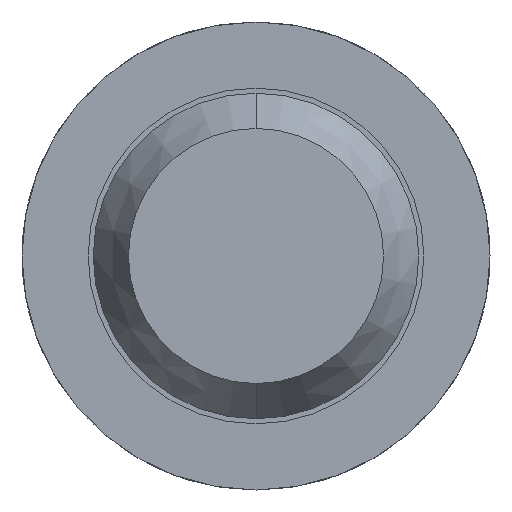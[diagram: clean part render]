
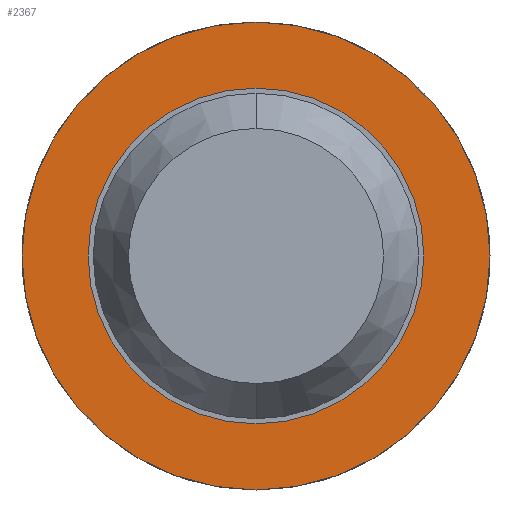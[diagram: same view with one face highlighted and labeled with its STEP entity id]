
A CAD part, front view. The second image highlights one B-rep face of the part: STEP entity #2367.
In plain terms, the highlighted planar face has unit normal (0, -1, 0).
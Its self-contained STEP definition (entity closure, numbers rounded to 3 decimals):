
#97 = CIRCLE ( 'NONE', #4713, 1.15 ) ;
#445 = CIRCLE ( 'NONE', #1520, 1.15 ) ;
#589 = EDGE_CURVE ( 'Defeature ausgef�hrt1_14+Defeature ausgef�hrt1_13+Defeature ausgef�hrt1_13+Defeature ausgef�hrt1_13', #3314, #4552, #2807, .T. ) ;
#756 = EDGE_CURVE ( 'Defeature ausgef�hrt1_7+Defeature ausgef�hrt1_14+Defeature ausgef�hrt1_14+Defeature ausgef�hrt1_14', #2109, #1923, #445, .T. ) ;
#761 = PLANE ( 'NONE',  #3129 ) ;
#902 = CARTESIAN_POINT ( 'NONE',  ( 0., -1.7, -1.15 ) ) ;
#913 = AXIS2_PLACEMENT_3D ( 'NONE', #2094, #1388, #1018 ) ;
#1018 = DIRECTION ( 'NONE',  ( 0., 0., 1. ) ) ;
#1061 = DIRECTION ( 'NONE',  ( 0., 0., 1. ) ) ;
#1388 = DIRECTION ( 'NONE',  ( 0., 1., 0. ) ) ;
#1520 = AXIS2_PLACEMENT_3D ( 'NONE', #3935, #3241, #4365 ) ;
#1822 = DIRECTION ( 'NONE',  ( 0., 0., 1. ) ) ;
#1904 = DIRECTION ( 'NONE',  ( 0., 1., 0. ) ) ;
#1923 = VERTEX_POINT ( 'NONE', #3819 ) ;
#2094 = CARTESIAN_POINT ( 'NONE',  ( 0., -1.7, 0. ) ) ;
#2109 = VERTEX_POINT ( 'NONE', #902 ) ;
#2255 = ORIENTED_EDGE ( 'NONE', *, *, #756, .F. ) ;
#2262 = ORIENTED_EDGE ( 'NONE', *, *, #2955, .F. ) ;
#2367 = ADVANCED_FACE ( 'Defeature ausgef�hrt1_14', ( #4795, #2911 ), #761, .F. ) ;
#2471 = ORIENTED_EDGE ( 'NONE', *, *, #589, .T. ) ;
#2494 = EDGE_LOOP ( 'NONE', ( #2262, #2255 ) ) ;
#2679 = EDGE_CURVE ( 'Defeature ausgef�hrt1_14+Defeature ausgef�hrt1_13+Defeature ausgef�hrt1_13+Defeature ausgef�hrt1_13', #4552, #3314, #2691, .T. ) ;
#2691 = CIRCLE ( 'NONE', #913, 0.825 ) ;
#2807 = CIRCLE ( 'NONE', #3033, 0.825 ) ;
#2881 = CARTESIAN_POINT ( 'NONE',  ( 0., -1.7, 0. ) ) ;
#2890 = CARTESIAN_POINT ( 'NONE',  ( 0., -1.7, 0. ) ) ;
#2911 = FACE_BOUND ( 'NONE', #4097, .T. ) ;
#2955 = EDGE_CURVE ( 'Defeature ausgef�hrt1_7+Defeature ausgef�hrt1_14+Defeature ausgef�hrt1_14+Defeature ausgef�hrt1_14', #1923, #2109, #97, .T. ) ;
#3033 = AXIS2_PLACEMENT_3D ( 'NONE', #2890, #4041, #1061 ) ;
#3129 = AXIS2_PLACEMENT_3D ( 'NONE', #3697, #1904, #3730 ) ;
#3188 = ORIENTED_EDGE ( 'NONE', *, *, #2679, .T. ) ;
#3241 = DIRECTION ( 'NONE',  ( 0., 1., 0. ) ) ;
#3314 = VERTEX_POINT ( 'NONE', #4352 ) ;
#3697 = CARTESIAN_POINT ( 'NONE',  ( 0.825, -1.7, 0. ) ) ;
#3730 = DIRECTION ( 'NONE',  ( 0., 0., 1. ) ) ;
#3819 = CARTESIAN_POINT ( 'NONE',  ( 0., -1.7, 1.15 ) ) ;
#3822 = CARTESIAN_POINT ( 'NONE',  ( 0., -1.7, -0.825 ) ) ;
#3935 = CARTESIAN_POINT ( 'NONE',  ( 0., -1.7, 0. ) ) ;
#4041 = DIRECTION ( 'NONE',  ( 0., 1., 0. ) ) ;
#4097 = EDGE_LOOP ( 'NONE', ( #2471, #3188 ) ) ;
#4352 = CARTESIAN_POINT ( 'NONE',  ( 0., -1.7, 0.825 ) ) ;
#4365 = DIRECTION ( 'NONE',  ( 0., 0., 1. ) ) ;
#4394 = DIRECTION ( 'NONE',  ( 0., 1., 0. ) ) ;
#4552 = VERTEX_POINT ( 'NONE', #3822 ) ;
#4713 = AXIS2_PLACEMENT_3D ( 'NONE', #2881, #4394, #1822 ) ;
#4795 = FACE_OUTER_BOUND ( 'NONE', #2494, .T. ) ;
